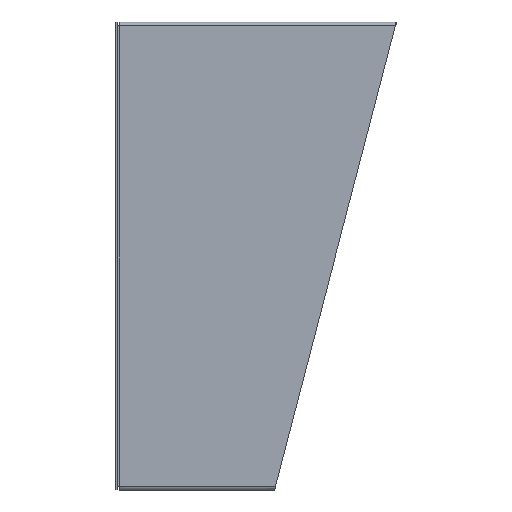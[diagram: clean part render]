
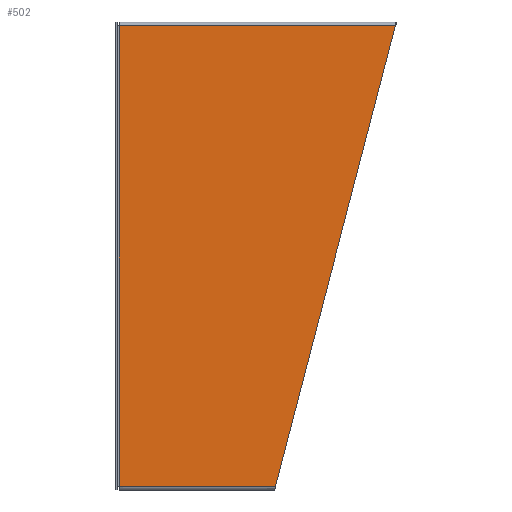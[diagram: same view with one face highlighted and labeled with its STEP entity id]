
A CAD part, top view. The second image highlights one B-rep face of the part: STEP entity #502.
In plain terms, the highlighted planar face has unit normal (0, 0, 1).
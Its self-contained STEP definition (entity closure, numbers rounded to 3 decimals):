
#34=PLANE('',#563);
#66=FACE_OUTER_BOUND('',#98,.T.);
#98=EDGE_LOOP('',(#439,#440,#441,#442));
#133=LINE('',#778,#189);
#150=LINE('',#852,#206);
#162=LINE('',#882,#218);
#163=LINE('',#884,#219);
#189=VECTOR('',#608,10.);
#206=VECTOR('',#645,10.);
#218=VECTOR('',#677,10.);
#219=VECTOR('',#680,10.);
#238=VERTEX_POINT('',#735);
#239=VERTEX_POINT('',#759);
#250=VERTEX_POINT('',#805);
#253=VERTEX_POINT('',#835);
#287=EDGE_CURVE('',#239,#238,#133,.T.);
#308=EDGE_CURVE('',#250,#253,#150,.T.);
#324=EDGE_CURVE('',#238,#250,#162,.T.);
#325=EDGE_CURVE('',#253,#239,#163,.T.);
#439=ORIENTED_EDGE('',*,*,#287,.T.);
#440=ORIENTED_EDGE('',*,*,#324,.T.);
#441=ORIENTED_EDGE('',*,*,#308,.T.);
#442=ORIENTED_EDGE('',*,*,#325,.T.);
#502=ADVANCED_FACE('',(#66),#34,.T.);
#563=AXIS2_PLACEMENT_3D('',#886,#682,#683);
#608=DIRECTION('',(-1.,0.,0.));
#645=DIRECTION('',(1.,0.,0.));
#677=DIRECTION('',(0.,-1.,0.));
#680=DIRECTION('',(0.252,0.968,0.));
#682=DIRECTION('center_axis',(0.,0.,1.));
#683=DIRECTION('ref_axis',(1.,0.,0.));
#735=CARTESIAN_POINT('',(-146.,246.,2.));
#759=CARTESIAN_POINT('',(148.958,246.,2.));
#778=CARTESIAN_POINT('',(-73.,246.,2.));
#805=CARTESIAN_POINT('',(-146.,-246.,2.));
#835=CARTESIAN_POINT('',(20.751,-246.,2.));
#852=CARTESIAN_POINT('',(10.375,-246.,2.));
#882=CARTESIAN_POINT('',(-146.,-125.,2.));
#884=CARTESIAN_POINT('',(114.729,114.647,2.));
#886=CARTESIAN_POINT('Origin',(0.,0.,2.));
